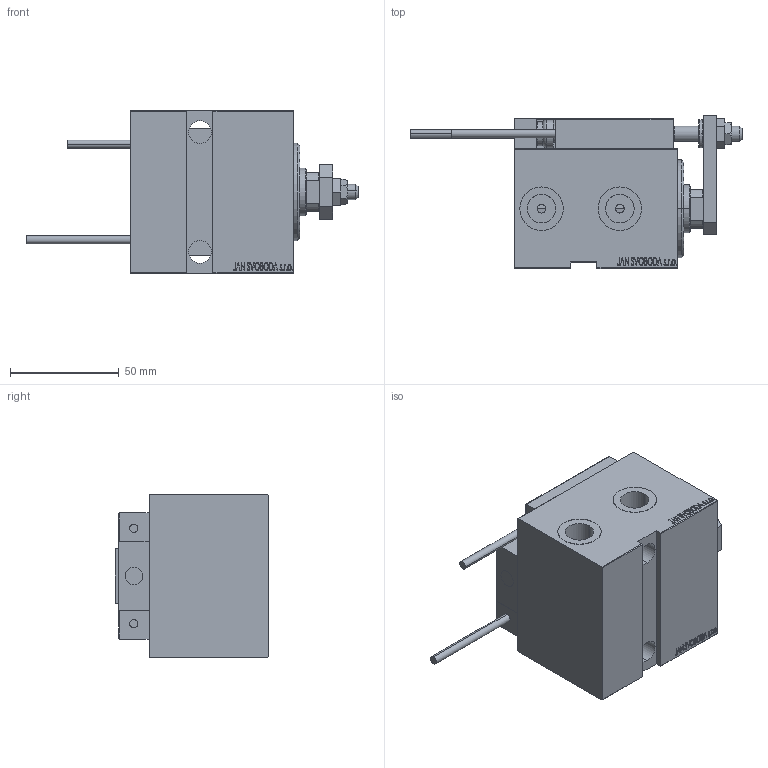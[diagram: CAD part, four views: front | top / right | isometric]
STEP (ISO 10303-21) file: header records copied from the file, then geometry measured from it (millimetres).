
FILE_DESCRIPTION (( 'STEP AP203' ), '1' );
FILE_NAME ('966c.STEP', '2022-04-17T03:04:32', ( '' ), ( '' ), 'SwSTEP 2.0', 'SolidWorks 2019', '' );
FILE_SCHEMA (( 'CONFIG_CONTROL_DESIGN' ));
Length unit declared in the file: millimetre
Products named in the file (16): Block f1b324bbfcdde9b8e28f4913e4355c58; 966c; ALLEN BOLT D8 f1b324bbfcdde9b8e28f4913e4355c58; MAGNET f1b324bbfcdde9b8e28f4913e4355c58; SWITCH_X_FRONT_BACK f1b324bbfcdde9b8e28f4913e4355c58; V450CM_VC_B f1b324bbfcdde9b8e28f4913e4355c58; NUT_D10 f1b324bbfcdde9b8e28f4913e4355c58; ALLEN BOLT D5 f1b324bbfcdde9b8e28f4913e4355c58; TYC_L79 f1b324bbfcdde9b8e28f4913e4355c58; SWITCH X f1b324bbfcdde9b8e28f4913e4355c58; V450CM_E_VCP f1b324bbfcdde9b8e28f4913e4355c58; V450CM_E_Body f1b324bbfcdde9b8e28f4913e4355c58; KONCOVKA f1b324bbfcdde9b8e28f4913e4355c58; NUT_D12 f1b324bbfcdde9b8e28f4913e4355c58; SWITCH DIM B,W f1b324bbfcdde9b8e28f4913e4355c58; ZARAZKA f1b324bbfcdde9b8e28f4913e4355c58
Assembly tree (25 placements, depth 3):
  966c
    V450CM_E_Body f1b324bbfcdde9b8e28f4913e4355c58
    V450CM_E_VCP f1b324bbfcdde9b8e28f4913e4355c58
    V450CM_VC_B f1b324bbfcdde9b8e28f4913e4355c58
    SWITCH X f1b324bbfcdde9b8e28f4913e4355c58
      SWITCH_X_FRONT_BACK f1b324bbfcdde9b8e28f4913e4355c58  x2
      TYC_L79 f1b324bbfcdde9b8e28f4913e4355c58
      Block f1b324bbfcdde9b8e28f4913e4355c58  x2
      ALLEN BOLT D5 f1b324bbfcdde9b8e28f4913e4355c58  x4
      ALLEN BOLT D8 f1b324bbfcdde9b8e28f4913e4355c58  x4
      MAGNET f1b324bbfcdde9b8e28f4913e4355c58  x2
      KONCOVKA f1b324bbfcdde9b8e28f4913e4355c58  x2
    SWITCH DIM B,W f1b324bbfcdde9b8e28f4913e4355c58
    ZARAZKA f1b324bbfcdde9b8e28f4913e4355c58
    NUT_D10 f1b324bbfcdde9b8e28f4913e4355c58
    NUT_D12 f1b324bbfcdde9b8e28f4913e4355c58
Bounding box: 152.7 x 70.5 x 75 mm (x, y, z)
Volume: 330501.8 mm3; surface area: 78510.5 mm2
Topology: 24 solids, 24 shells, 1283 faces, 3081 edges, 1968 vertices
Faces by surface type: plane 568, bspline 380, cylinder 174, cone 113, torus 44, sphere 4
Entity records: 49888 total; most frequent: CARTESIAN_POINT 25488, ORIENTED_EDGE 5182, DIRECTION 3440, EDGE_CURVE 2591, VERTEX_POINT 1692, VECTOR 1504, LINE 1504, EDGE_LOOP 1185
